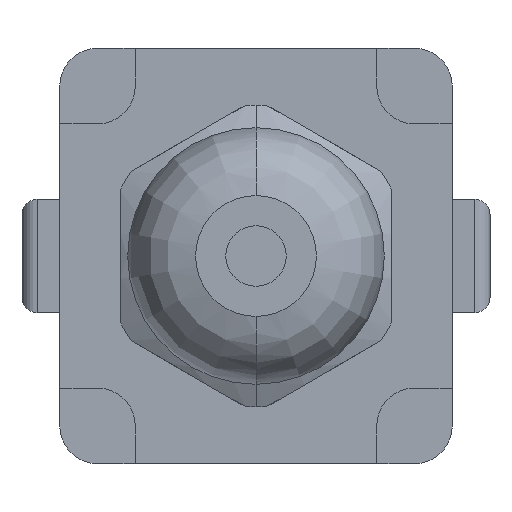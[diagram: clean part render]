
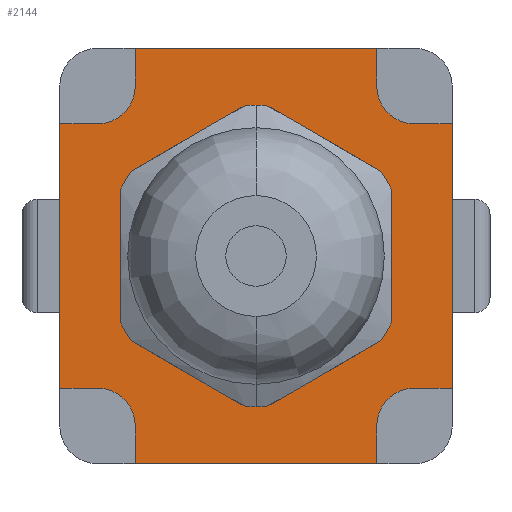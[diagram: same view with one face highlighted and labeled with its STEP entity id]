
A CAD part, front view. The second image highlights one B-rep face of the part: STEP entity #2144.
In plain terms, the highlighted planar face has unit normal (0, -1, 0).
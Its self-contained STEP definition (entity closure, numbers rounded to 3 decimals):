
#106=DIRECTION('',(0.,0.,1.));
#107=VECTOR('',#106,35.);
#108=CARTESIAN_POINT('',(26.,-1162.,-45.));
#109=LINE('',#108,#107);
#234=DIRECTION('',(-1.,0.,0.));
#235=VECTOR('',#234,32.);
#236=CARTESIAN_POINT('',(16.,-1162.,0.));
#237=LINE('',#236,#235);
#258=DIRECTION('',(0.,0.,-1.));
#259=VECTOR('',#258,35.);
#260=CARTESIAN_POINT('',(-26.,-1162.,-10.));
#261=LINE('',#260,#259);
#348=CARTESIAN_POINT('',(-21.,-1162.,-50.));
#349=DIRECTION('',(0.,-1.,0.));
#350=DIRECTION('',(1.,0.,0.));
#351=AXIS2_PLACEMENT_3D('',#348,#349,#350);
#353=DIRECTION('',(-1.,0.,0.));
#354=VECTOR('',#353,5.);
#355=CARTESIAN_POINT('',(-21.,-1162.,-45.));
#356=LINE('',#355,#354);
#357=CARTESIAN_POINT('',(-21.,-1162.,-5.));
#358=DIRECTION('',(0.,-1.,0.));
#359=DIRECTION('',(0.,0.,-1.));
#360=AXIS2_PLACEMENT_3D('',#357,#358,#359);
#362=DIRECTION('',(0.,0.,1.));
#363=VECTOR('',#362,5.);
#364=CARTESIAN_POINT('',(-16.,-1162.,-5.));
#365=LINE('',#364,#363);
#366=CARTESIAN_POINT('',(21.,-1162.,-5.));
#367=DIRECTION('',(0.,-1.,0.));
#368=DIRECTION('',(-1.,0.,0.));
#369=AXIS2_PLACEMENT_3D('',#366,#367,#368);
#371=DIRECTION('',(1.,0.,0.));
#372=VECTOR('',#371,5.);
#373=CARTESIAN_POINT('',(21.,-1162.,-10.));
#374=LINE('',#373,#372);
#375=CARTESIAN_POINT('',(21.,-1162.,-50.));
#376=DIRECTION('',(0.,-1.,0.));
#377=DIRECTION('',(0.,0.,1.));
#378=AXIS2_PLACEMENT_3D('',#375,#376,#377);
#380=DIRECTION('',(0.,0.,-1.));
#381=VECTOR('',#380,5.);
#382=CARTESIAN_POINT('',(16.,-1162.,-50.));
#383=LINE('',#382,#381);
#384=CARTESIAN_POINT('',(0.,-1162.,-27.5));
#385=DIRECTION('',(0.,-1.,0.));
#386=DIRECTION('',(0.,0.,-1.));
#387=AXIS2_PLACEMENT_3D('',#384,#385,#386);
#389=CARTESIAN_POINT('',(0.,-1162.,-27.5));
#390=DIRECTION('',(0.,-1.,0.));
#391=DIRECTION('',(0.,0.,1.));
#392=AXIS2_PLACEMENT_3D('',#389,#390,#391);
#394=DIRECTION('',(0.,0.,-1.));
#395=VECTOR('',#394,5.);
#396=CARTESIAN_POINT('',(-16.,-1162.,-50.));
#397=LINE('',#396,#395);
#410=DIRECTION('',(1.,0.,0.));
#411=VECTOR('',#410,32.);
#412=CARTESIAN_POINT('',(-16.,-1162.,-55.));
#413=LINE('',#412,#411);
#452=DIRECTION('',(1.,0.,0.));
#453=VECTOR('',#452,5.);
#454=CARTESIAN_POINT('',(21.,-1162.,-45.));
#455=LINE('',#454,#453);
#494=DIRECTION('',(-1.,0.,0.));
#495=VECTOR('',#494,5.);
#496=CARTESIAN_POINT('',(-21.,-1162.,-10.));
#497=LINE('',#496,#495);
#506=DIRECTION('',(0.,0.,1.));
#507=VECTOR('',#506,5.);
#508=CARTESIAN_POINT('',(16.,-1162.,-5.));
#509=LINE('',#508,#507);
#1270=CARTESIAN_POINT('',(26.,-1162.,-45.));
#1271=VERTEX_POINT('',#1270);
#1272=CARTESIAN_POINT('',(26.,-1162.,-10.));
#1273=VERTEX_POINT('',#1272);
#1334=CARTESIAN_POINT('',(-26.,-1162.,-10.));
#1335=VERTEX_POINT('',#1334);
#1336=CARTESIAN_POINT('',(-26.,-1162.,-45.));
#1337=VERTEX_POINT('',#1336);
#1350=CARTESIAN_POINT('',(16.,-1162.,0.));
#1351=VERTEX_POINT('',#1350);
#1352=CARTESIAN_POINT('',(-16.,-1162.,0.));
#1353=VERTEX_POINT('',#1352);
#1354=CARTESIAN_POINT('',(16.,-1162.,-5.));
#1355=VERTEX_POINT('',#1354);
#1356=CARTESIAN_POINT('',(-16.,-1162.,-50.));
#1357=CARTESIAN_POINT('',(-16.,-1162.,-55.));
#1358=VERTEX_POINT('',#1356);
#1359=VERTEX_POINT('',#1357);
#1360=CARTESIAN_POINT('',(-21.,-1162.,-45.));
#1361=VERTEX_POINT('',#1360);
#1362=CARTESIAN_POINT('',(-21.,-1162.,-10.));
#1363=VERTEX_POINT('',#1362);
#1364=CARTESIAN_POINT('',(-16.,-1162.,-5.));
#1365=VERTEX_POINT('',#1364);
#1366=CARTESIAN_POINT('',(21.,-1162.,-10.));
#1367=VERTEX_POINT('',#1366);
#1368=CARTESIAN_POINT('',(21.,-1162.,-45.));
#1369=VERTEX_POINT('',#1368);
#1370=CARTESIAN_POINT('',(16.,-1162.,-50.));
#1371=VERTEX_POINT('',#1370);
#1372=CARTESIAN_POINT('',(16.,-1162.,-55.));
#1373=VERTEX_POINT('',#1372);
#1374=CARTESIAN_POINT('',(0.,-1162.,-45.5));
#1375=CARTESIAN_POINT('',(0.,-1162.,-9.5));
#1376=VERTEX_POINT('',#1374);
#1377=VERTEX_POINT('',#1375);
#2103=CARTESIAN_POINT('',(0.,-1162.,0.));
#2104=DIRECTION('',(0.,1.,0.));
#2105=DIRECTION('',(1.,0.,0.));
#2106=AXIS2_PLACEMENT_3D('',#2103,#2104,#2105);
#2107=PLANE('',#2106);
#2109=ORIENTED_EDGE('',*,*,#2108,.F.);
#2111=ORIENTED_EDGE('',*,*,#2110,.T.);
#2113=ORIENTED_EDGE('',*,*,#2112,.T.);
#2114=ORIENTED_EDGE('',*,*,#1898,.F.);
#2116=ORIENTED_EDGE('',*,*,#2115,.F.);
#2118=ORIENTED_EDGE('',*,*,#2117,.T.);
#2119=ORIENTED_EDGE('',*,*,#2087,.T.);
#2120=ORIENTED_EDGE('',*,*,#1846,.F.);
#2122=ORIENTED_EDGE('',*,*,#2121,.F.);
#2124=ORIENTED_EDGE('',*,*,#2123,.T.);
#2126=ORIENTED_EDGE('',*,*,#2125,.T.);
#2127=ORIENTED_EDGE('',*,*,#1674,.F.);
#2129=ORIENTED_EDGE('',*,*,#2128,.F.);
#2131=ORIENTED_EDGE('',*,*,#2130,.T.);
#2133=ORIENTED_EDGE('',*,*,#2132,.T.);
#2135=ORIENTED_EDGE('',*,*,#2134,.F.);
#2136=EDGE_LOOP('',(#2109,#2111,#2113,#2114,#2116,#2118,#2119,#2120,#2122,#2124,
#2126,#2127,#2129,#2131,#2133,#2135));
#2137=FACE_OUTER_BOUND('',#2136,.F.);
#2139=ORIENTED_EDGE('',*,*,#2138,.T.);
#2141=ORIENTED_EDGE('',*,*,#2140,.T.);
#2142=EDGE_LOOP('',(#2139,#2141));
#2143=FACE_BOUND('',#2142,.F.);
#2144=ADVANCED_FACE('',(#2137,#2143),#2107,.F.);
#352=CIRCLE('',#351,5.);
#361=CIRCLE('',#360,5.);
#370=CIRCLE('',#369,5.);
#379=CIRCLE('',#378,5.);
#388=CIRCLE('',#387,18.);
#393=CIRCLE('',#392,18.);
#1674=EDGE_CURVE('',#1271,#1273,#109,.T.);
#1846=EDGE_CURVE('',#1351,#1353,#237,.T.);
#1898=EDGE_CURVE('',#1335,#1337,#261,.T.);
#2087=EDGE_CURVE('',#1365,#1353,#365,.T.);
#2108=EDGE_CURVE('',#1358,#1359,#397,.T.);
#2110=EDGE_CURVE('',#1358,#1361,#352,.T.);
#2112=EDGE_CURVE('',#1361,#1337,#356,.T.);
#2115=EDGE_CURVE('',#1363,#1335,#497,.T.);
#2117=EDGE_CURVE('',#1363,#1365,#361,.T.);
#2121=EDGE_CURVE('',#1355,#1351,#509,.T.);
#2123=EDGE_CURVE('',#1355,#1367,#370,.T.);
#2125=EDGE_CURVE('',#1367,#1273,#374,.T.);
#2128=EDGE_CURVE('',#1369,#1271,#455,.T.);
#2130=EDGE_CURVE('',#1369,#1371,#379,.T.);
#2132=EDGE_CURVE('',#1371,#1373,#383,.T.);
#2134=EDGE_CURVE('',#1359,#1373,#413,.T.);
#2138=EDGE_CURVE('',#1376,#1377,#388,.T.);
#2140=EDGE_CURVE('',#1377,#1376,#393,.T.);
